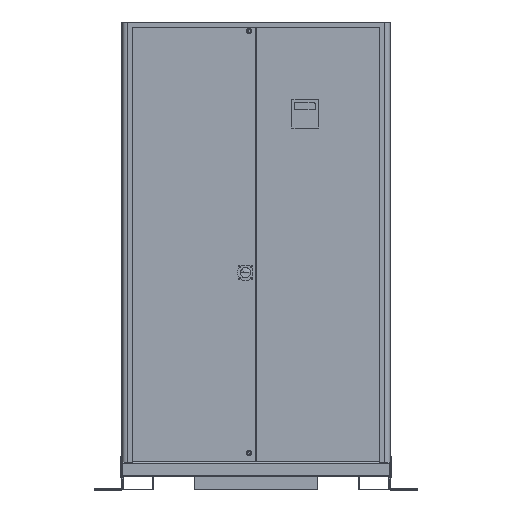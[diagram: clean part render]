
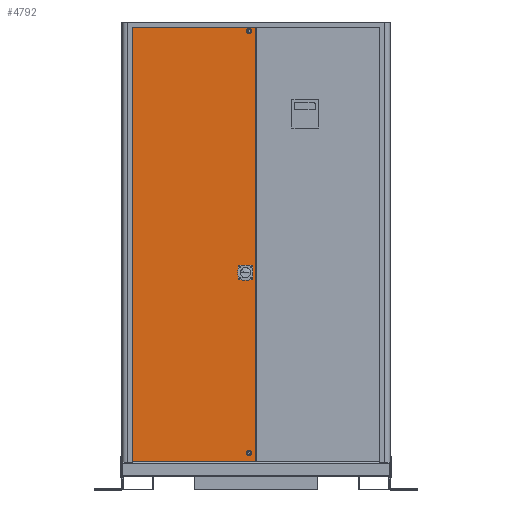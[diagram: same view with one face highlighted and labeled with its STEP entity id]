
A CAD part, top view. The second image highlights one B-rep face of the part: STEP entity #4792.
In plain terms, the highlighted planar face has unit normal (0, 0, 1).
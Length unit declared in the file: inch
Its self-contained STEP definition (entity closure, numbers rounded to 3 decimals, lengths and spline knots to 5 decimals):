
#122 = ORIENTED_EDGE ( 'NONE', *, *, #5961, .F. ) ;
#177 = EDGE_CURVE ( 'NONE', #11905, #2187, #6600, .T. ) ;
#189 = VERTEX_POINT ( 'NONE', #4300 ) ;
#407 = CARTESIAN_POINT ( 'NONE',  ( -1.53125, 27.5625, 9. ) ) ;
#418 = VERTEX_POINT ( 'NONE', #7957 ) ;
#480 = FACE_BOUND ( 'NONE', #3903, .T. ) ;
#609 = DIRECTION ( 'NONE',  ( 1., 0., 0. ) ) ;
#619 = CIRCLE ( 'NONE', #8943, 0.3125 ) ;
#633 = EDGE_CURVE ( 'NONE', #6376, #7063, #7813, .T. ) ;
#728 = AXIS2_PLACEMENT_3D ( 'NONE', #1954, #2988, #2944 ) ;
#1030 = EDGE_LOOP ( 'NONE', ( #122, #11401 ) ) ;
#1032 = LINE ( 'NONE', #9290, #4996 ) ;
#1064 = CARTESIAN_POINT ( 'NONE',  ( -2.33125, 26.7625, 9. ) ) ;
#1260 = FACE_BOUND ( 'NONE', #7572, .T. ) ;
#1303 = DIRECTION ( 'NONE',  ( 0., 0., 1. ) ) ;
#1402 = DIRECTION ( 'NONE',  ( 1., 0., 0. ) ) ;
#1422 = DIRECTION ( 'NONE',  ( 1., 0., 0. ) ) ;
#1435 = ORIENTED_EDGE ( 'NONE', *, *, #8608, .F. ) ;
#1561 = EDGE_CURVE ( 'NONE', #7375, #189, #5451, .T. ) ;
#1676 = AXIS2_PLACEMENT_3D ( 'NONE', #1064, #4084, #7896 ) ;
#1687 = CARTESIAN_POINT ( 'NONE',  ( -0.65625, 27.5625, 9. ) ) ;
#1745 = DIRECTION ( 'NONE',  ( 1., 0., 0. ) ) ;
#1894 = VECTOR ( 'NONE', #12347, 39.37008 ) ;
#1954 = CARTESIAN_POINT ( 'NONE',  ( -1.03125, 1.375, 9. ) ) ;
#2006 = CARTESIAN_POINT ( 'NONE',  ( -2.40625, 27.5625, 9. ) ) ;
#2139 = DIRECTION ( 'NONE',  ( 0., -1., 0. ) ) ;
#2187 = VERTEX_POINT ( 'NONE', #1687 ) ;
#2208 = DIRECTION ( 'NONE',  ( 1., 0., 0. ) ) ;
#2412 = AXIS2_PLACEMENT_3D ( 'NONE', #7263, #7042, #2208 ) ;
#2587 = CARTESIAN_POINT ( 'NONE',  ( -0.71875, 1.375, 9. ) ) ;
#2589 = EDGE_CURVE ( 'NONE', #4540, #5120, #2820, .T. ) ;
#2820 = CIRCLE ( 'NONE', #11929, 0.3125 ) ;
#2889 = EDGE_LOOP ( 'NONE', ( #8120, #11852, #10392, #4861 ) ) ;
#2944 = DIRECTION ( 'NONE',  ( 1., 0., 0. ) ) ;
#2988 = DIRECTION ( 'NONE',  ( 0., 0., 1. ) ) ;
#3096 = FACE_BOUND ( 'NONE', #3555, .T. ) ;
#3101 = CIRCLE ( 'NONE', #2412, 0.875 ) ;
#3112 = CARTESIAN_POINT ( 'NONE',  ( -17.9375, 0.0625, 9. ) ) ;
#3216 = CIRCLE ( 'NONE', #8354, 0.3125 ) ;
#3555 = EDGE_LOOP ( 'NONE', ( #7659, #1435 ) ) ;
#3640 = DIRECTION ( 'NONE',  ( 0., 0., -1. ) ) ;
#3739 = EDGE_CURVE ( 'NONE', #2187, #11905, #3101, .T. ) ;
#3807 = AXIS2_PLACEMENT_3D ( 'NONE', #6433, #3640, #4573 ) ;
#3903 = EDGE_LOOP ( 'NONE', ( #6175, #11085 ) ) ;
#3972 = AXIS2_PLACEMENT_3D ( 'NONE', #407, #7223, #1402 ) ;
#4076 = CARTESIAN_POINT ( 'NONE',  ( -2.40025, 26.7625, 9. ) ) ;
#4079 = AXIS2_PLACEMENT_3D ( 'NONE', #11439, #8424, #1745 ) ;
#4084 = DIRECTION ( 'NONE',  ( 0., 0., 1. ) ) ;
#4300 = CARTESIAN_POINT ( 'NONE',  ( -2.26225, 26.7625, 9. ) ) ;
#4494 = PLANE ( 'NONE',  #3807 ) ;
#4540 = VERTEX_POINT ( 'NONE', #9854 ) ;
#4573 = DIRECTION ( 'NONE',  ( -1., 0., 0. ) ) ;
#4618 = DIRECTION ( 'NONE',  ( 0., 1., 0. ) ) ;
#4792 = ADVANCED_FACE ( 'NONE', ( #1260, #3096, #9937, #480, #6418 ), #4494, .F. ) ;
#4861 = ORIENTED_EDGE ( 'NONE', *, *, #633, .T. ) ;
#4996 = VECTOR ( 'NONE', #6852, 39.37008 ) ;
#5120 = VERTEX_POINT ( 'NONE', #11843 ) ;
#5204 = LINE ( 'NONE', #8401, #8707 ) ;
#5388 = DIRECTION ( 'NONE',  ( 0., 0., 1. ) ) ;
#5446 = CARTESIAN_POINT ( 'NONE',  ( -1.34375, 1.375, 9. ) ) ;
#5451 = CIRCLE ( 'NONE', #4079, 0.069 ) ;
#5807 = EDGE_CURVE ( 'NONE', #7063, #418, #5204, .T. ) ;
#5858 = VERTEX_POINT ( 'NONE', #5446 ) ;
#5961 = EDGE_CURVE ( 'NONE', #5120, #4540, #619, .T. ) ;
#6175 = ORIENTED_EDGE ( 'NONE', *, *, #3739, .F. ) ;
#6268 = VERTEX_POINT ( 'NONE', #10855 ) ;
#6376 = VERTEX_POINT ( 'NONE', #3112 ) ;
#6418 = FACE_OUTER_BOUND ( 'NONE', #2889, .T. ) ;
#6433 = CARTESIAN_POINT ( 'NONE',  ( 18.75, 64., 9. ) ) ;
#6600 = CIRCLE ( 'NONE', #3972, 0.875 ) ;
#6796 = CIRCLE ( 'NONE', #1676, 0.069 ) ;
#6852 = DIRECTION ( 'NONE',  ( -1., 0., 0. ) ) ;
#6894 = EDGE_CURVE ( 'NONE', #8601, #5858, #9740, .T. ) ;
#7042 = DIRECTION ( 'NONE',  ( 0., 0., 1. ) ) ;
#7063 = VERTEX_POINT ( 'NONE', #8876 ) ;
#7223 = DIRECTION ( 'NONE',  ( 0., 0., 1. ) ) ;
#7248 = CARTESIAN_POINT ( 'NONE',  ( -1.03125, 62.6875, 9. ) ) ;
#7263 = CARTESIAN_POINT ( 'NONE',  ( -1.53125, 27.5625, 9. ) ) ;
#7375 = VERTEX_POINT ( 'NONE', #4076 ) ;
#7572 = EDGE_LOOP ( 'NONE', ( #9920, #9715 ) ) ;
#7659 = ORIENTED_EDGE ( 'NONE', *, *, #6894, .F. ) ;
#7813 = LINE ( 'NONE', #11405, #1894 ) ;
#7896 = DIRECTION ( 'NONE',  ( 1., 0., 0. ) ) ;
#7957 = CARTESIAN_POINT ( 'NONE',  ( -0.03125, 63.1875, 9. ) ) ;
#8120 = ORIENTED_EDGE ( 'NONE', *, *, #5807, .T. ) ;
#8219 = DIRECTION ( 'NONE',  ( 1., 0., 0. ) ) ;
#8346 = CARTESIAN_POINT ( 'NONE',  ( -1.03125, 62.6875, 9. ) ) ;
#8354 = AXIS2_PLACEMENT_3D ( 'NONE', #9513, #8530, #609 ) ;
#8401 = CARTESIAN_POINT ( 'NONE',  ( -0.03125, 63.1875, 9. ) ) ;
#8424 = DIRECTION ( 'NONE',  ( 0., 0., 1. ) ) ;
#8530 = DIRECTION ( 'NONE',  ( 0., 0., 1. ) ) ;
#8601 = VERTEX_POINT ( 'NONE', #2587 ) ;
#8608 = EDGE_CURVE ( 'NONE', #5858, #8601, #3216, .T. ) ;
#8638 = LINE ( 'NONE', #10952, #11838 ) ;
#8707 = VECTOR ( 'NONE', #4618, 39.37008 ) ;
#8876 = CARTESIAN_POINT ( 'NONE',  ( -0.03125, 0.0625, 9. ) ) ;
#8943 = AXIS2_PLACEMENT_3D ( 'NONE', #8346, #5388, #8219 ) ;
#9290 = CARTESIAN_POINT ( 'NONE',  ( -0.03125, 63.1875, 9. ) ) ;
#9513 = CARTESIAN_POINT ( 'NONE',  ( -1.03125, 1.375, 9. ) ) ;
#9715 = ORIENTED_EDGE ( 'NONE', *, *, #1561, .F. ) ;
#9740 = CIRCLE ( 'NONE', #728, 0.3125 ) ;
#9854 = CARTESIAN_POINT ( 'NONE',  ( -1.34375, 62.6875, 9. ) ) ;
#9920 = ORIENTED_EDGE ( 'NONE', *, *, #12190, .F. ) ;
#9937 = FACE_BOUND ( 'NONE', #1030, .T. ) ;
#10392 = ORIENTED_EDGE ( 'NONE', *, *, #12084, .T. ) ;
#10855 = CARTESIAN_POINT ( 'NONE',  ( -17.9375, 63.1875, 9. ) ) ;
#10952 = CARTESIAN_POINT ( 'NONE',  ( -17.9375, 63.1875, 9. ) ) ;
#11085 = ORIENTED_EDGE ( 'NONE', *, *, #177, .F. ) ;
#11401 = ORIENTED_EDGE ( 'NONE', *, *, #2589, .F. ) ;
#11405 = CARTESIAN_POINT ( 'NONE',  ( -0.03125, 0.0625, 9. ) ) ;
#11439 = CARTESIAN_POINT ( 'NONE',  ( -2.33125, 26.7625, 9. ) ) ;
#11838 = VECTOR ( 'NONE', #2139, 39.37008 ) ;
#11843 = CARTESIAN_POINT ( 'NONE',  ( -0.71875, 62.6875, 9. ) ) ;
#11852 = ORIENTED_EDGE ( 'NONE', *, *, #11908, .T. ) ;
#11905 = VERTEX_POINT ( 'NONE', #2006 ) ;
#11908 = EDGE_CURVE ( 'NONE', #418, #6268, #1032, .T. ) ;
#11929 = AXIS2_PLACEMENT_3D ( 'NONE', #7248, #1303, #1422 ) ;
#12084 = EDGE_CURVE ( 'NONE', #6268, #6376, #8638, .T. ) ;
#12190 = EDGE_CURVE ( 'NONE', #189, #7375, #6796, .T. ) ;
#12347 = DIRECTION ( 'NONE',  ( 1., 0., 0. ) ) ;
